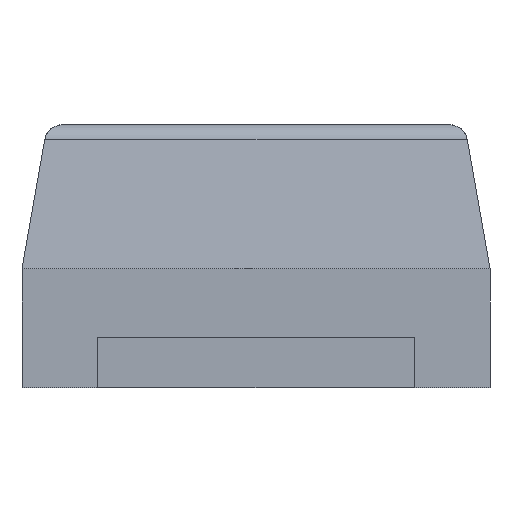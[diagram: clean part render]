
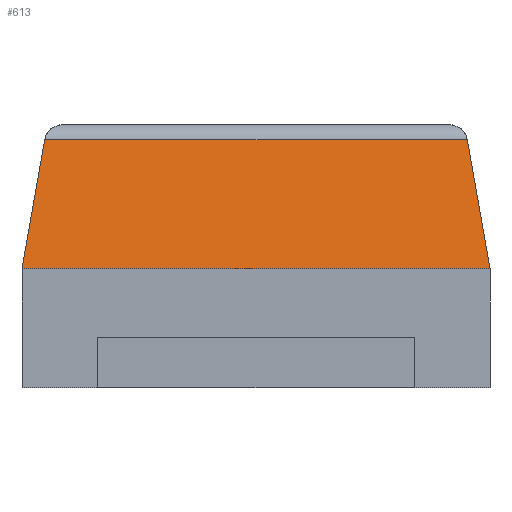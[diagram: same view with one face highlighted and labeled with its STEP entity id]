
A CAD part, left-side view. The second image highlights one B-rep face of the part: STEP entity #613.
In plain terms, the highlighted planar face has unit normal (-0.985, 0, 0.174).
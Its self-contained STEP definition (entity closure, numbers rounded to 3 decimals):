
#423 = CARTESIAN_POINT ( 'NONE',  ( -1.1, -0.65, 0.33 ) ) ;
#424 = VERTEX_POINT ( 'NONE', #423 ) ;
#433 = CARTESIAN_POINT ( 'NONE',  ( -1.1, 0.65, 0.33 ) ) ;
#434 = VERTEX_POINT ( 'NONE', #433 ) ;
#435 = CARTESIAN_POINT ( 'NONE',  ( -1.1, 0.65, 0.33 ) ) ;
#436 = DIRECTION ( 'NONE',  ( 0., 1., 0. ) ) ;
#437 = VECTOR ( 'NONE', #436, 1000. ) ;
#438 = LINE ( 'NONE', #435, #437 ) ;
#439 = EDGE_CURVE ( 'NONE', #424, #434, #438, .T. ) ;
#567 = CARTESIAN_POINT ( 'NONE',  ( -1.037, -0.587, 0.689 ) ) ;
#568 = VERTEX_POINT ( 'NONE', #567 ) ;
#575 = CARTESIAN_POINT ( 'NONE',  ( -1.1, -0.65, 0.33 ) ) ;
#576 = DIRECTION ( 'NONE',  ( 0.171, 0.171, 0.97 ) ) ;
#577 = VECTOR ( 'NONE', #576, 1000. ) ;
#578 = LINE ( 'NONE', #575, #577 ) ;
#579 = EDGE_CURVE ( 'NONE', #424, #568, #578, .T. ) ;
#590 = ORIENTED_EDGE ( 'NONE', *, *, #579, .T. ) ;
#591 = CARTESIAN_POINT ( 'NONE',  ( -1.037, 0.587, 0.689 ) ) ;
#592 = VERTEX_POINT ( 'NONE', #591 ) ;
#593 = CARTESIAN_POINT ( 'NONE',  ( -1.037, 0.58, 0.689 ) ) ;
#594 = DIRECTION ( 'NONE',  ( 0., 1., 0. ) ) ;
#595 = VECTOR ( 'NONE', #594, 1000. ) ;
#596 = LINE ( 'NONE', #593, #595 ) ;
#597 = EDGE_CURVE ( 'NONE', #568, #592, #596, .T. ) ;
#598 = ORIENTED_EDGE ( 'NONE', *, *, #597, .T. ) ;
#599 = CARTESIAN_POINT ( 'NONE',  ( -1.063, 0.613, 0.538 ) ) ;
#600 = DIRECTION ( 'NONE',  ( 0.171, -0.171, 0.97 ) ) ;
#601 = VECTOR ( 'NONE', #600, 1000. ) ;
#602 = LINE ( 'NONE', #599, #601 ) ;
#603 = EDGE_CURVE ( 'NONE', #434, #592, #602, .T. ) ;
#604 = ORIENTED_EDGE ( 'NONE', *, *, #603, .F. ) ;
#605 = ORIENTED_EDGE ( 'NONE', *, *, #439, .F. ) ;
#606 = EDGE_LOOP ( 'NONE', ( #590, #598, #604, #605 ) ) ;
#607 = FACE_OUTER_BOUND ( 'NONE', #606, .T. ) ;
#608 = CARTESIAN_POINT ( 'NONE',  ( -1.1, -0.65, 0.33 ) ) ;
#609 = DIRECTION ( 'NONE',  ( -0.985, 0., 0.174 ) ) ;
#610 = DIRECTION ( 'NONE',  ( 0., -1., 0. ) ) ;
#611 = AXIS2_PLACEMENT_3D ( 'NONE', #608, #609, #610 ) ;
#612 = PLANE ( 'NONE', #611 ) ;
#613 = ADVANCED_FACE ( 'NONE', ( #607 ), #612, .T. ) ;
